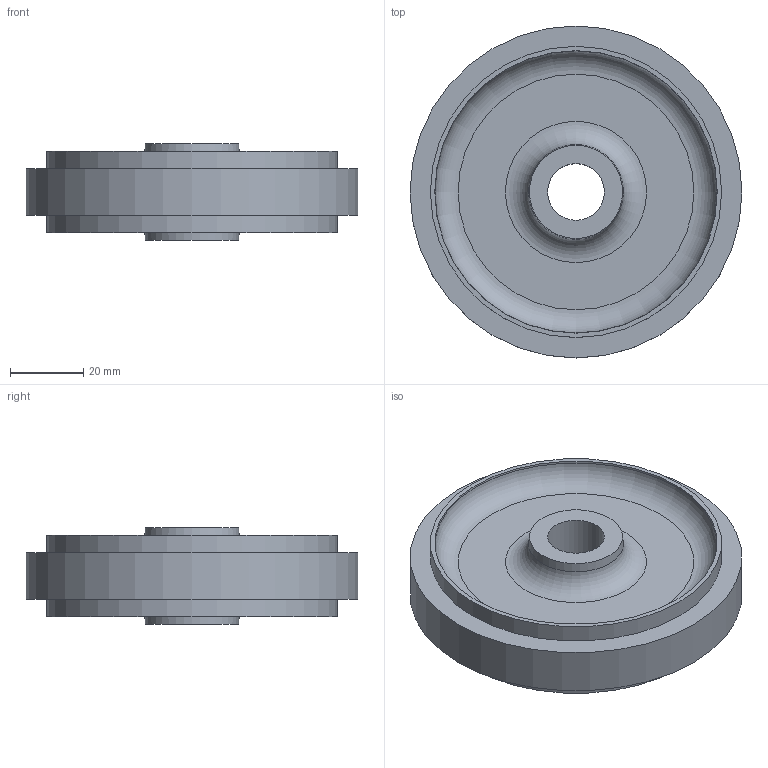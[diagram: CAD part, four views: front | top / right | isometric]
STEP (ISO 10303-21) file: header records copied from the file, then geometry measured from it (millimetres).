
FILE_DESCRIPTION(/* description */ (''),/* implementation_level */ '2;1');
FILE_NAME(/* name */ '_1.00004.91 (C)_ipt_1896fdef.STEP',/* time_stamp */ '2018-02-13T23:11:08-05:00',/* author */ ('en-fsae'),/* organization */ (''),/* preprocessor_version */ 'ST-DEVELOPER v16.13',/* originating_system */ 'Autodesk Inventor 2018',/* authorisation */ '');
FILE_SCHEMA (('AUTOMOTIVE_DESIGN { 1 0 10303 214 3 1 1 }'));
Length unit declared in the file: inch
Products named in the file (1): _1.00004.91 (C)
Bounding box: 90.49 x 90.49 x 26.19 mm (x, y, z)
Volume: 79101.8 mm3; surface area: 22360.6 mm2
Topology: 1 solids, 1 shells, 20 faces, 32 edges, 20 vertices
Faces by surface type: plane 8, cone 4, torus 4, cylinder 4
Full cylindrical faces by diameter (mm): 15.443 x1, 79.375 x2, 90.487 x1
Entity records: 449 total; most frequent: DIRECTION 82, CARTESIAN_POINT 61, AXIS2_PLACEMENT_3D 41, EDGE_LOOP 40, ORIENTED_EDGE 40, FACE_BOUND 20, FACE_OUTER_BOUND 20, CIRCLE 20
